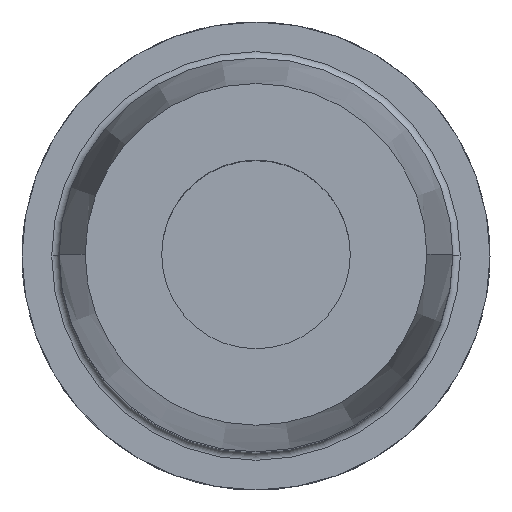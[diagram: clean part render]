
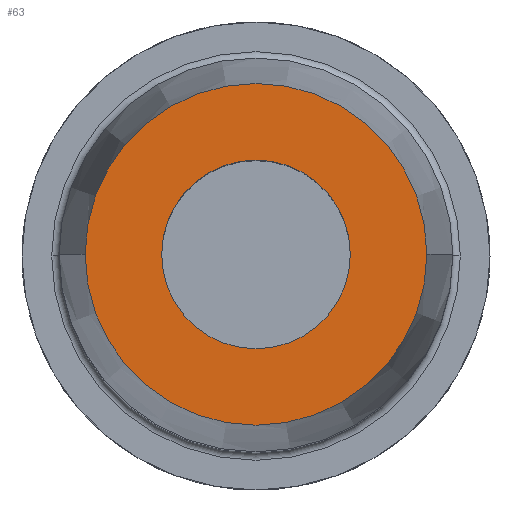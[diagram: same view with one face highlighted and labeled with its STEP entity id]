
A CAD part, top view. The second image highlights one B-rep face of the part: STEP entity #63.
In plain terms, the highlighted planar face has unit normal (0, 0, 1).
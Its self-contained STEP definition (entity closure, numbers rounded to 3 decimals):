
#25 = CARTESIAN_POINT ( 'NONE',  ( 0., 0., 152.4 ) ) ;
#40 = FACE_BOUND ( 'NONE', #530, .T. ) ;
#63 = ADVANCED_FACE ( 'NONE', ( #40, #1339 ), #1034, .T. ) ;
#154 = CARTESIAN_POINT ( 'NONE',  ( 0., 0., 152.4 ) ) ;
#198 = AXIS2_PLACEMENT_3D ( 'NONE', #1180, #416, #1310 ) ;
#200 = CARTESIAN_POINT ( 'NONE',  ( -23., 0., 152.4 ) ) ;
#230 = CIRCLE ( 'NONE', #875, 12.7 ) ;
#315 = CIRCLE ( 'NONE', #1384, 23. ) ;
#321 = ORIENTED_EDGE ( 'NONE', *, *, #480, .T. ) ;
#358 = CIRCLE ( 'NONE', #624, 23. ) ;
#416 = DIRECTION ( 'NONE',  ( 0., 0., -1. ) ) ;
#480 = EDGE_CURVE ( 'NONE', #522, #573, #1447, .T. ) ;
#522 = VERTEX_POINT ( 'NONE', #1481 ) ;
#530 = EDGE_LOOP ( 'NONE', ( #321, #1553 ) ) ;
#537 = DIRECTION ( 'NONE',  ( 0., 0., -1. ) ) ;
#573 = VERTEX_POINT ( 'NONE', #1323 ) ;
#609 = DIRECTION ( 'NONE',  ( 0., 0., 1. ) ) ;
#624 = AXIS2_PLACEMENT_3D ( 'NONE', #25, #1563, #818 ) ;
#751 = EDGE_CURVE ( 'NONE', #1119, #772, #358, .T. ) ;
#772 = VERTEX_POINT ( 'NONE', #943 ) ;
#799 = EDGE_CURVE ( 'NONE', #573, #522, #230, .T. ) ;
#818 = DIRECTION ( 'NONE',  ( -1., 0., 0. ) ) ;
#875 = AXIS2_PLACEMENT_3D ( 'NONE', #154, #537, #1425 ) ;
#929 = ORIENTED_EDGE ( 'NONE', *, *, #751, .F. ) ;
#943 = CARTESIAN_POINT ( 'NONE',  ( 23., 0., 152.4 ) ) ;
#958 = AXIS2_PLACEMENT_3D ( 'NONE', #1103, #609, #1023 ) ;
#1023 = DIRECTION ( 'NONE',  ( 1., 0., 0. ) ) ;
#1034 = PLANE ( 'NONE',  #958 ) ;
#1048 = EDGE_LOOP ( 'NONE', ( #929, #1261 ) ) ;
#1103 = CARTESIAN_POINT ( 'NONE',  ( 0., 23., 152.4 ) ) ;
#1119 = VERTEX_POINT ( 'NONE', #200 ) ;
#1144 = DIRECTION ( 'NONE',  ( -1., 0., 0. ) ) ;
#1180 = CARTESIAN_POINT ( 'NONE',  ( 0., 0., 152.4 ) ) ;
#1241 = DIRECTION ( 'NONE',  ( 0., 0., -1. ) ) ;
#1257 = CARTESIAN_POINT ( 'NONE',  ( 0., 0., 152.4 ) ) ;
#1261 = ORIENTED_EDGE ( 'NONE', *, *, #1532, .F. ) ;
#1310 = DIRECTION ( 'NONE',  ( -1., 0., 0. ) ) ;
#1323 = CARTESIAN_POINT ( 'NONE',  ( 12.7, 0., 152.4 ) ) ;
#1339 = FACE_OUTER_BOUND ( 'NONE', #1048, .T. ) ;
#1384 = AXIS2_PLACEMENT_3D ( 'NONE', #1257, #1241, #1144 ) ;
#1425 = DIRECTION ( 'NONE',  ( -1., 0., 0. ) ) ;
#1447 = CIRCLE ( 'NONE', #198, 12.7 ) ;
#1481 = CARTESIAN_POINT ( 'NONE',  ( -12.7, 0., 152.4 ) ) ;
#1532 = EDGE_CURVE ( 'NONE', #772, #1119, #315, .T. ) ;
#1553 = ORIENTED_EDGE ( 'NONE', *, *, #799, .T. ) ;
#1563 = DIRECTION ( 'NONE',  ( 0., 0., -1. ) ) ;
